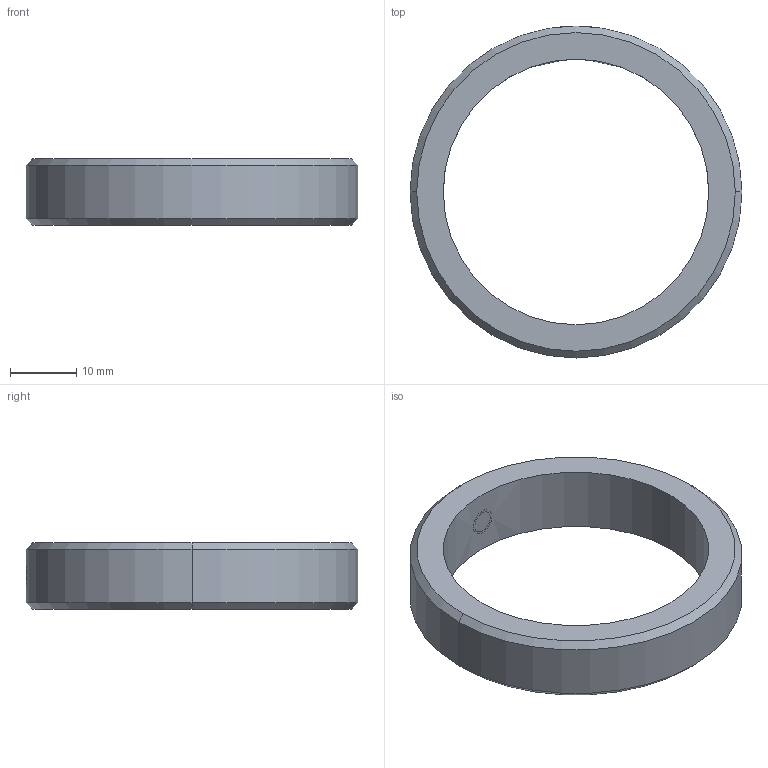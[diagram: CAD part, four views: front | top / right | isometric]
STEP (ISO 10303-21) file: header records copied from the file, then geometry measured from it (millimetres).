
FILE_DESCRIPTION((''),'2;1');
FILE_NAME('BAGUE_M40','2021-10-06T18:00:51',('laure'),(''),'CREO PARAMETRIC BY PTC INC, 2020281','CREO PARAMETRIC BY PTC INC, 2020281','');
FILE_SCHEMA(('CONFIG_CONTROL_DESIGN'));
Length unit declared in the file: millimetre
Products named in the file (1): BAGUE_M40
Bounding box: 50 x 50 x 10 mm (x, y, z)
Volume: 6870.8 mm3; surface area: 5408.9 mm2
Topology: 1 solids, 3 shells, 16 faces, 40 edges, 26 vertices
Faces by surface type: cylinder 10, cone 4, plane 2
Entity records: 621 total; most frequent: CARTESIAN_POINT 193, DIRECTION 80, ORIENTED_EDGE 70, EDGE_CURVE 40, AXIS2_PLACEMENT_3D 33, VERTEX_POINT 26, EDGE_LOOP 20, FACE_OUTER_BOUND 16
